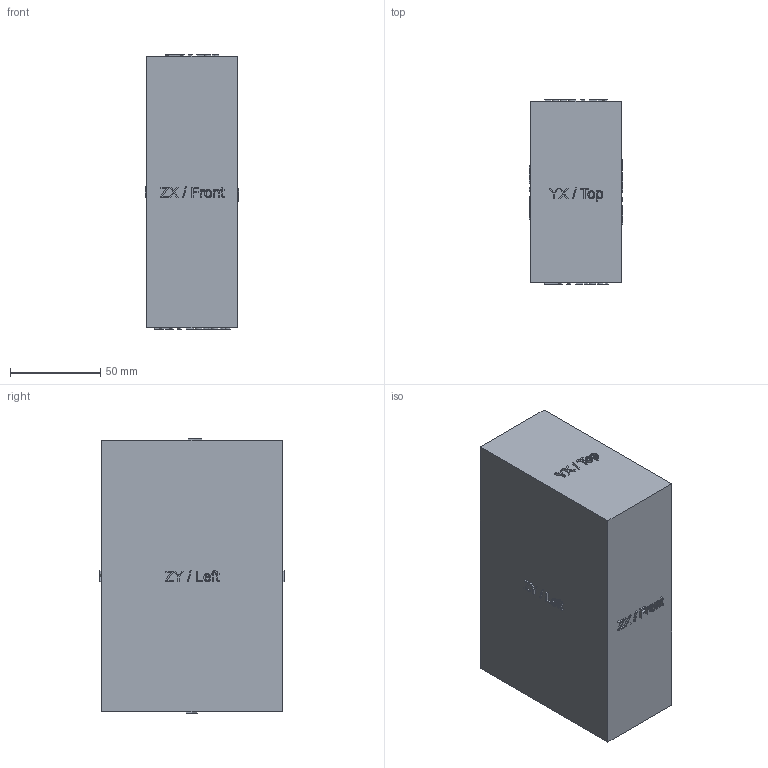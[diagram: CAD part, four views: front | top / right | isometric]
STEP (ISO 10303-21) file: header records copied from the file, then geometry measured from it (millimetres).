
FILE_DESCRIPTION(('Open CASCADE Model'),'2;1');
FILE_NAME('Open CASCADE Shape Model','2022-09-09T16:06:13',('Author'),( 'Open CASCADE'),'Open CASCADE STEP processor 7.5','Open CASCADE 7.5' ,'Unknown');
FILE_SCHEMA(('AUTOMOTIVE_DESIGN { 1 0 10303 214 1 1 1 1 }'));
Products named in the file (1): Open CASCADE STEP translator 7.5 22
Bounding box: 52 x 102 x 152 mm (x, y, z)
Volume: 750329.3 mm3; surface area: 56020.7 mm2
Topology: 1 solids, 1 shells, 773 faces, 2136 edges, 1424 vertices
Faces by surface type: plane 413, extrusion 360
Entity records: 60435 total; most frequent: CARTESIAN_POINT 20753, DIRECTION 5796, VECTOR 4968, LINE 4608, ORIENTED_EDGE 4272, PCURVE 4272, DEFINITIONAL_REPRESENTATION 4272, B_SPLINE_CURVE_WITH_KNOTS 2160
